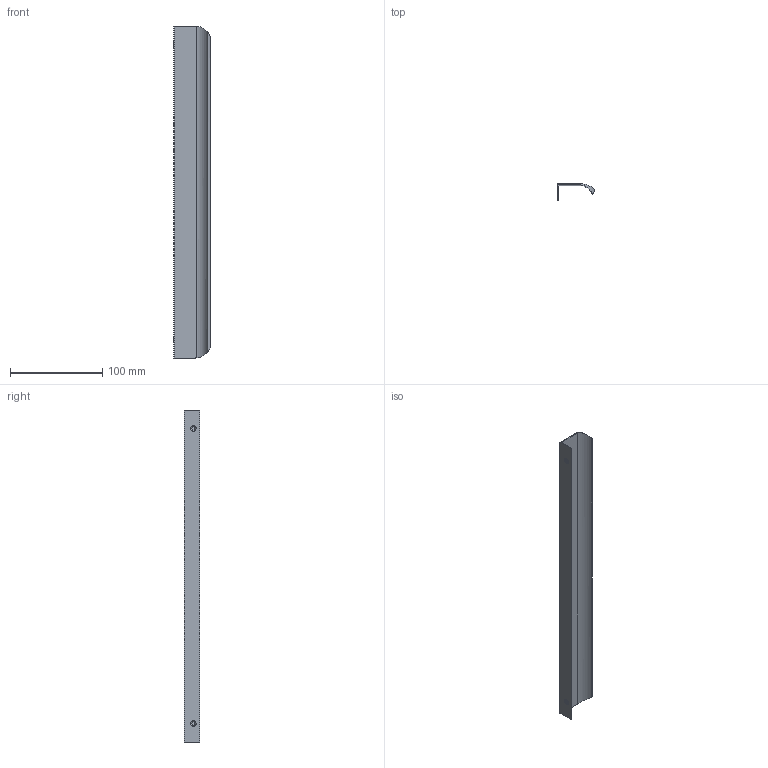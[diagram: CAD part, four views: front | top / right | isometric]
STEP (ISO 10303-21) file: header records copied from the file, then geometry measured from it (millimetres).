
FILE_DESCRIPTION(/* description */ (''),/* implementation_level */ '2;1');
FILE_NAME(/* name */ 'UA-HEXA 320.stp',/* time_stamp */ '2023-05-12T14:43:43+02:00',/* author */ ('tomaszw'),/* organization */ (''),/* preprocessor_version */ 'ST-DEVELOPER v19.2',/* originating_system */ 'Autodesk Inventor 2023',/* authorisation */ '');
FILE_SCHEMA (('AUTOMOTIVE_DESIGN { 1 0 10303 214 3 1 1 }'));
Length unit declared in the file: millimetre
Products named in the file (1): UA-HEXA-320-01
Bounding box: 40 x 17 x 360 mm (x, y, z)
Volume: 34523.1 mm3; surface area: 43803.3 mm2
Topology: 1 solids, 1 shells, 18 faces, 50 edges, 34 vertices
Faces by surface type: cylinder 9, plane 7, cone 2
Full cylindrical faces by diameter (mm): 4 x2
Entity records: 733 total; most frequent: CARTESIAN_POINT 227, ORIENTED_EDGE 100, DIRECTION 88, EDGE_CURVE 50, VERTEX_POINT 34, AXIS2_PLACEMENT_3D 31, LINE 26, VECTOR 26
